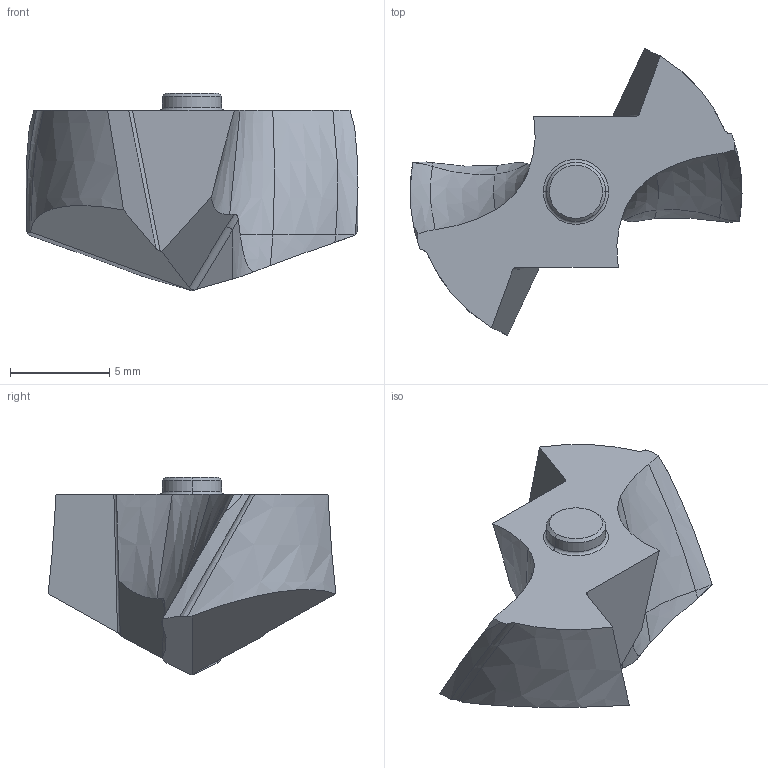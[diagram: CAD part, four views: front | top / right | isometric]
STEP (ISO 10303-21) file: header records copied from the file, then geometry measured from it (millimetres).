
FILE_DESCRIPTION((''),'2;1');
FILE_NAME('STAWN1670T','2021-03-12T16:12:13',('tlyac05'),('PTC Japan'),'CREO PARAMETRIC BY PTC INC, 2018500','CREO PARAMETRIC BY PTC INC, 2018500','');
FILE_SCHEMA(('AUTOMOTIVE_DESIGN { 1 0 10303 214 1 1 1 1 }'));
Length unit declared in the file: millimetre
Products named in the file (1): STAWN1670T
Bounding box: 16.7 x 14.47 x 9.92 mm (x, y, z)
Volume: 613.6 mm3; surface area: 526.5 mm2
Topology: 1 solids, 1 shells, 54 faces, 165 edges, 114 vertices
Faces by surface type: bspline 20, plane 20, cylinder 10, torus 2, cone 2
Entity records: 3462 total; most frequent: CARTESIAN_POINT 1747, ORIENTED_EDGE 280, DIRECTION 146, EDGE_CURVE 140, B_SPLINE_CURVE_WITH_KNOTS 109, VERTEX_POINT 89, PRESENTATION_STYLE_ASSIGNMENT 82, STYLED_ITEM 82
